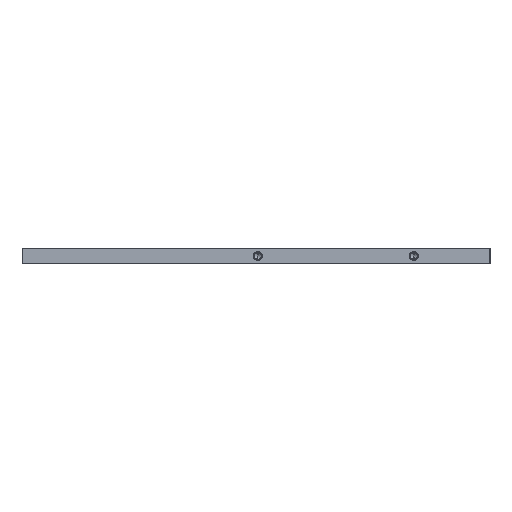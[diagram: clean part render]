
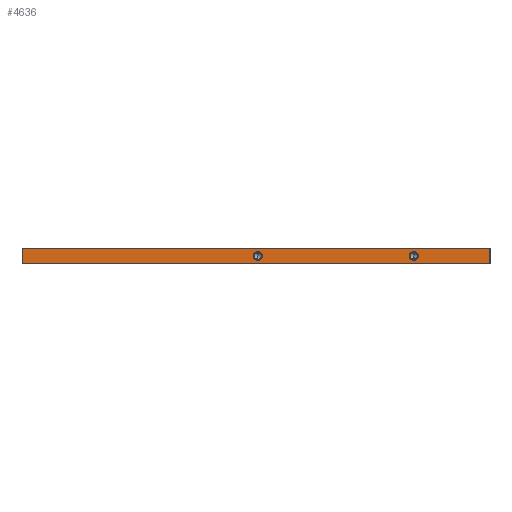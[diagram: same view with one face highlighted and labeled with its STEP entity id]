
A CAD part, left-side view. The second image highlights one B-rep face of the part: STEP entity #4636.
In plain terms, the highlighted planar face has unit normal (-1, 0, 0).
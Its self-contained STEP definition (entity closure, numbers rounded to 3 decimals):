
#49 = DIRECTION ( 'NONE',  ( 0., 0., 1. ) ) ;
#79 = CARTESIAN_POINT ( 'NONE',  ( -170., -100., 10. ) ) ;
#100 = EDGE_CURVE ( 'NONE', #1080, #4508, #1649, .T. ) ;
#244 = VERTEX_POINT ( 'NONE', #3716 ) ;
#420 = VERTEX_POINT ( 'NONE', #3119 ) ;
#427 = CARTESIAN_POINT ( 'NONE',  ( -170., -100., 10. ) ) ;
#470 = ORIENTED_EDGE ( 'NONE', *, *, #2349, .F. ) ;
#554 = DIRECTION ( 'NONE',  ( -1., 0., 0. ) ) ;
#579 = ORIENTED_EDGE ( 'NONE', *, *, #1552, .F. ) ;
#685 = CARTESIAN_POINT ( 'NONE',  ( -170., 48.825, 2.1 ) ) ;
#906 = VERTEX_POINT ( 'NONE', #4714 ) ;
#962 = CARTESIAN_POINT ( 'NONE',  ( -170., 48.825, 5. ) ) ;
#1049 = EDGE_LOOP ( 'NONE', ( #470, #2800 ) ) ;
#1080 = VERTEX_POINT ( 'NONE', #4921 ) ;
#1348 = VECTOR ( 'NONE', #3394, 1000. ) ;
#1423 = DIRECTION ( 'NONE',  ( 0., 0., 1. ) ) ;
#1493 = AXIS2_PLACEMENT_3D ( 'NONE', #2537, #3964, #2011 ) ;
#1552 = EDGE_CURVE ( 'NONE', #420, #906, #4844, .T. ) ;
#1649 = LINE ( 'NONE', #79, #4455 ) ;
#1664 = VERTEX_POINT ( 'NONE', #1912 ) ;
#1765 = PLANE ( 'NONE',  #2022 ) ;
#1901 = LINE ( 'NONE', #4547, #1348 ) ;
#1912 = CARTESIAN_POINT ( 'NONE',  ( -170., -100., 0. ) ) ;
#1936 = ORIENTED_EDGE ( 'NONE', *, *, #4379, .F. ) ;
#1978 = EDGE_LOOP ( 'NONE', ( #1936, #579 ) ) ;
#2011 = DIRECTION ( 'NONE',  ( 0., 0., 1. ) ) ;
#2022 = AXIS2_PLACEMENT_3D ( 'NONE', #2441, #554, #2553 ) ;
#2142 = CARTESIAN_POINT ( 'NONE',  ( -170., 200., 0. ) ) ;
#2208 = DIRECTION ( 'NONE',  ( -1., 0., 0. ) ) ;
#2262 = CARTESIAN_POINT ( 'NONE',  ( -170., -51.175, 5. ) ) ;
#2349 = EDGE_CURVE ( 'NONE', #244, #3022, #4344, .T. ) ;
#2408 = DIRECTION ( 'NONE',  ( 0., -1., 0. ) ) ;
#2441 = CARTESIAN_POINT ( 'NONE',  ( -170., 0., 0. ) ) ;
#2465 = FACE_BOUND ( 'NONE', #1978, .T. ) ;
#2537 = CARTESIAN_POINT ( 'NONE',  ( -170., 48.825, 5. ) ) ;
#2553 = DIRECTION ( 'NONE',  ( 0., 0., 1. ) ) ;
#2613 = VECTOR ( 'NONE', #2408, 1000. ) ;
#2630 = DIRECTION ( 'NONE',  ( -1., 0., 0. ) ) ;
#2736 = EDGE_CURVE ( 'NONE', #3022, #244, #4686, .T. ) ;
#2800 = ORIENTED_EDGE ( 'NONE', *, *, #2736, .F. ) ;
#3022 = VERTEX_POINT ( 'NONE', #685 ) ;
#3119 = CARTESIAN_POINT ( 'NONE',  ( -170., -51.175, 2.1 ) ) ;
#3145 = EDGE_CURVE ( 'NONE', #1664, #1080, #4648, .T. ) ;
#3347 = EDGE_LOOP ( 'NONE', ( #4894, #4724, #4265, #5050 ) ) ;
#3394 = DIRECTION ( 'NONE',  ( 0., 0., -1. ) ) ;
#3527 = CARTESIAN_POINT ( 'NONE',  ( -170., 200., 10. ) ) ;
#3650 = FACE_BOUND ( 'NONE', #1049, .T. ) ;
#3662 = CIRCLE ( 'NONE', #4154, 2.9 ) ;
#3716 = CARTESIAN_POINT ( 'NONE',  ( -170., 48.825, 7.9 ) ) ;
#3762 = DIRECTION ( 'NONE',  ( 0., 0., 1. ) ) ;
#3786 = DIRECTION ( 'NONE',  ( -1., 0., 0. ) ) ;
#3964 = DIRECTION ( 'NONE',  ( -1., 0., 0. ) ) ;
#4032 = AXIS2_PLACEMENT_3D ( 'NONE', #2262, #2630, #5051 ) ;
#4154 = AXIS2_PLACEMENT_3D ( 'NONE', #5036, #3786, #3762 ) ;
#4165 = VERTEX_POINT ( 'NONE', #2142 ) ;
#4182 = AXIS2_PLACEMENT_3D ( 'NONE', #962, #2208, #1423 ) ;
#4265 = ORIENTED_EDGE ( 'NONE', *, *, #4913, .T. ) ;
#4337 = EDGE_CURVE ( 'NONE', #4508, #4165, #1901, .T. ) ;
#4344 = CIRCLE ( 'NONE', #4182, 2.9 ) ;
#4379 = EDGE_CURVE ( 'NONE', #906, #420, #3662, .T. ) ;
#4395 = DIRECTION ( 'NONE',  ( 0., 1., 0. ) ) ;
#4455 = VECTOR ( 'NONE', #4395, 1000. ) ;
#4508 = VERTEX_POINT ( 'NONE', #3527 ) ;
#4547 = CARTESIAN_POINT ( 'NONE',  ( -170., 200., 10. ) ) ;
#4614 = VECTOR ( 'NONE', #49, 1000. ) ;
#4636 = ADVANCED_FACE ( 'NONE', ( #2465, #3650, #4846 ), #1765, .T. ) ;
#4648 = LINE ( 'NONE', #427, #4614 ) ;
#4686 = CIRCLE ( 'NONE', #1493, 2.9 ) ;
#4712 = LINE ( 'NONE', #5076, #2613 ) ;
#4714 = CARTESIAN_POINT ( 'NONE',  ( -170., -51.175, 7.9 ) ) ;
#4724 = ORIENTED_EDGE ( 'NONE', *, *, #4337, .T. ) ;
#4844 = CIRCLE ( 'NONE', #4032, 2.9 ) ;
#4846 = FACE_OUTER_BOUND ( 'NONE', #3347, .T. ) ;
#4894 = ORIENTED_EDGE ( 'NONE', *, *, #100, .T. ) ;
#4913 = EDGE_CURVE ( 'NONE', #4165, #1664, #4712, .T. ) ;
#4921 = CARTESIAN_POINT ( 'NONE',  ( -170., -100., 10. ) ) ;
#5036 = CARTESIAN_POINT ( 'NONE',  ( -170., -51.175, 5. ) ) ;
#5050 = ORIENTED_EDGE ( 'NONE', *, *, #3145, .T. ) ;
#5051 = DIRECTION ( 'NONE',  ( 0., 0., 1. ) ) ;
#5076 = CARTESIAN_POINT ( 'NONE',  ( -170., -100., 0. ) ) ;
